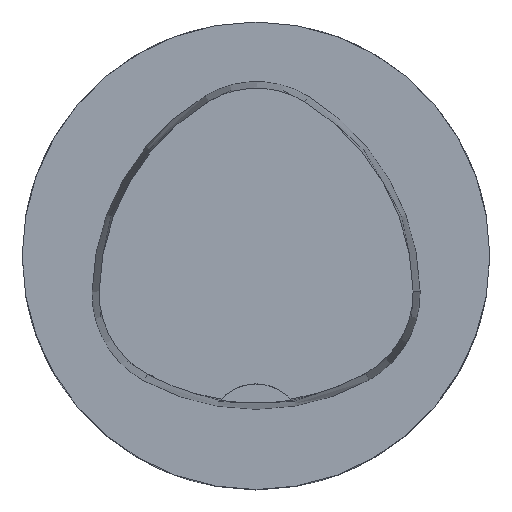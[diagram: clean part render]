
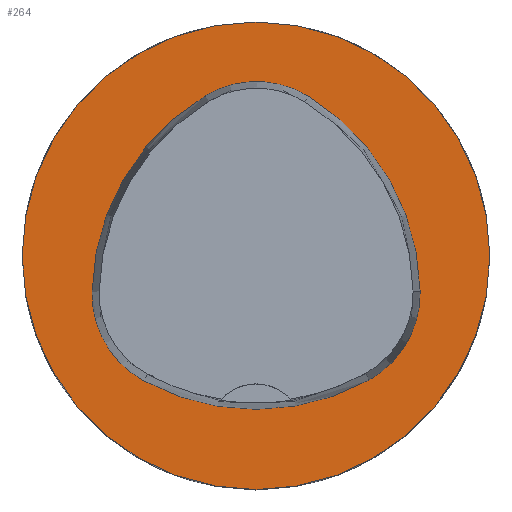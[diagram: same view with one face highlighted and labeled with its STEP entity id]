
A CAD part, top view. The second image highlights one B-rep face of the part: STEP entity #264.
In plain terms, the highlighted planar face has unit normal (0, 0, 1).
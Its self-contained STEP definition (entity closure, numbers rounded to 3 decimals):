
#264=ADVANCED_FACE('',(#533,#534),#322,.T.);
#322=PLANE('',#1585);
#533=FACE_BOUND('',#599,.T.);
#534=FACE_BOUND('',#600,.T.);
#599=EDGE_LOOP('',(#851,#852,#853,#854,#855,#856));
#600=EDGE_LOOP('',(#857));
#851=ORIENTED_EDGE('',*,*,#1285,.F.);
#852=ORIENTED_EDGE('',*,*,#1280,.F.);
#853=ORIENTED_EDGE('',*,*,#1275,.F.);
#854=ORIENTED_EDGE('',*,*,#1272,.F.);
#855=ORIENTED_EDGE('',*,*,#1269,.F.);
#856=ORIENTED_EDGE('',*,*,#1265,.F.);
#857=ORIENTED_EDGE('',*,*,#1288,.T.);
#1112=VERTEX_POINT('',#2494);
#1113=VERTEX_POINT('',#2495);
#1116=VERTEX_POINT('',#2503);
#1118=VERTEX_POINT('',#2509);
#1120=VERTEX_POINT('',#2515);
#1124=VERTEX_POINT('',#2528);
#1128=VERTEX_POINT('',#2546);
#1265=EDGE_CURVE('',#1112,#1113,#1375,.T.);
#1269=EDGE_CURVE('',#1113,#1116,#1377,.T.);
#1272=EDGE_CURVE('',#1116,#1118,#1379,.T.);
#1275=EDGE_CURVE('',#1118,#1120,#1381,.T.);
#1280=EDGE_CURVE('',#1120,#1124,#1384,.T.);
#1285=EDGE_CURVE('',#1124,#1112,#1387,.T.);
#1288=EDGE_CURVE('',#1128,#1128,#1390,.T.);
#1375=CIRCLE('',#1562,20.);
#1377=CIRCLE('',#1565,8.5);
#1379=CIRCLE('',#1568,20.);
#1381=CIRCLE('',#1571,8.5);
#1384=CIRCLE('',#1575,20.);
#1387=CIRCLE('',#1579,8.5);
#1390=CIRCLE('',#1584,20.);
#1562=AXIS2_PLACEMENT_3D('',#2493,#1855,#1856);
#1565=AXIS2_PLACEMENT_3D('',#2502,#1863,#1864);
#1568=AXIS2_PLACEMENT_3D('',#2508,#1870,#1871);
#1571=AXIS2_PLACEMENT_3D('',#2514,#1877,#1878);
#1575=AXIS2_PLACEMENT_3D('',#2527,#1886,#1887);
#1579=AXIS2_PLACEMENT_3D('',#2540,#1895,#1896);
#1584=AXIS2_PLACEMENT_3D('',#2545,#1905,#1906);
#1585=AXIS2_PLACEMENT_3D('',#2547,#1907,#1908);
#1855=DIRECTION('',(0.,0.,1.));
#1856=DIRECTION('',(1.,0.,0.));
#1863=DIRECTION('',(0.,0.,1.));
#1864=DIRECTION('',(1.,0.,0.));
#1870=DIRECTION('',(0.,0.,1.));
#1871=DIRECTION('',(1.,0.,0.));
#1877=DIRECTION('',(0.,0.,1.));
#1878=DIRECTION('',(1.,0.,0.));
#1886=DIRECTION('',(0.,0.,1.));
#1887=DIRECTION('',(1.,0.,0.));
#1895=DIRECTION('',(0.,0.,1.));
#1896=DIRECTION('',(1.,0.,0.));
#1905=DIRECTION('',(0.,0.,1.));
#1906=DIRECTION('',(1.,0.,0.));
#1907=DIRECTION('',(0.,0.,1.));
#1908=DIRECTION('',(-1.,0.,0.));
#2493=CARTESIAN_POINT('',(-5.955,-3.414,0.));
#2494=CARTESIAN_POINT('',(14.041,-3.042,0.));
#2495=CARTESIAN_POINT('',(4.472,13.653,0.));
#2502=CARTESIAN_POINT('',(0.04,6.4,0.));
#2503=CARTESIAN_POINT('',(-4.347,13.68,0.));
#2508=CARTESIAN_POINT('',(5.976,-3.45,0.));
#2509=CARTESIAN_POINT('',(-14.021,-3.075,0.));
#2514=CARTESIAN_POINT('',(-5.522,-3.235,0.));
#2515=CARTESIAN_POINT('',(-9.588,-10.699,0.));
#2527=CARTESIAN_POINT('',(-0.022,6.864,0.));
#2528=CARTESIAN_POINT('',(9.655,-10.639,0.));
#2540=CARTESIAN_POINT('',(5.543,-3.2,0.));
#2545=CARTESIAN_POINT('',(0.,0.,0.));
#2546=CARTESIAN_POINT('',(20.,0.,0.));
#2547=CARTESIAN_POINT('',(0.,0.,0.));
